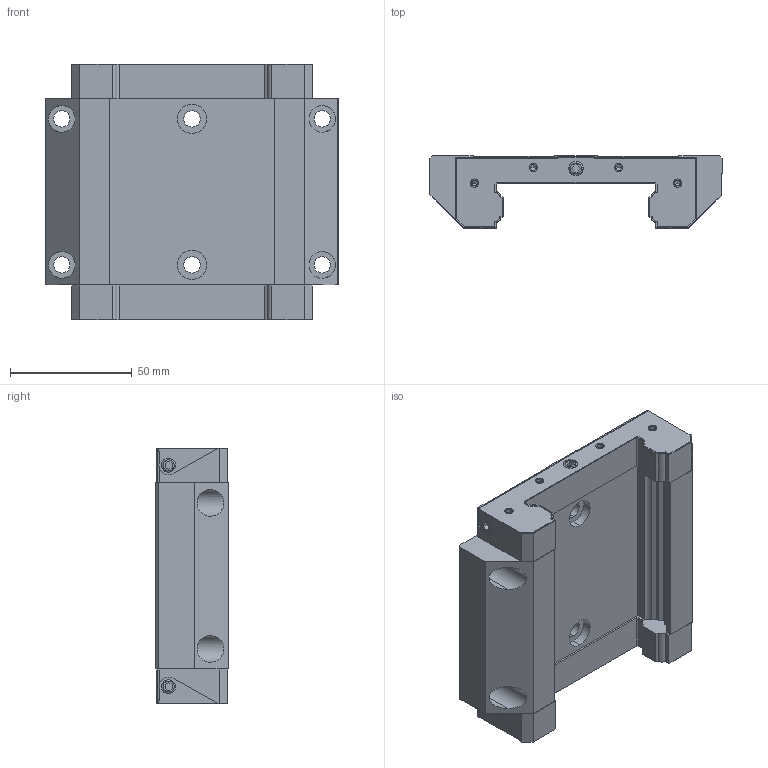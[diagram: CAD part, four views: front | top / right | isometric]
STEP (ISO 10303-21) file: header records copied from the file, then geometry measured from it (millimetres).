
FILE_DESCRIPTION (( 'STEP AP203' ), '1' );
FILE_NAME ('R1671_212_20_Bosch.step', '2026-01-12T07:59:10', ( '' ), ( '' ), 'SwSTEP 2.0', 'SolidWorks 2014', '' );
FILE_SCHEMA (( 'CONFIG_CONTROL_DESIGN' ));
Length unit declared in the file: millimetre
Products named in the file (4): R343706101_Z_1; KWD_025_BNS_CS_FW; R1671_212_20_Bosch; R167120502_Z_1
Assembly tree (9 placements, depth 2):
  R1671_212_20_Bosch
    KWD_025_BNS_CS_FW
    R167120502_Z_1  x2
    R343706101_Z_1  x6
Bounding box: 120 x 29.75 x 105.08 mm (x, y, z)
Volume: 187544.3 mm3; surface area: 54025.5 mm2
Topology: 9 solids, 9 shells, 413 faces, 1051 edges, 664 vertices
Faces by surface type: plane 220, cylinder 129, cone 64
Entity records: 7422 total; most frequent: CARTESIAN_POINT 1227, DIRECTION 1200, ORIENTED_EDGE 1144, EDGE_CURVE 572, AXIS2_PLACEMENT_3D 406, VECTOR 388, LINE 388, VERTEX_POINT 373
